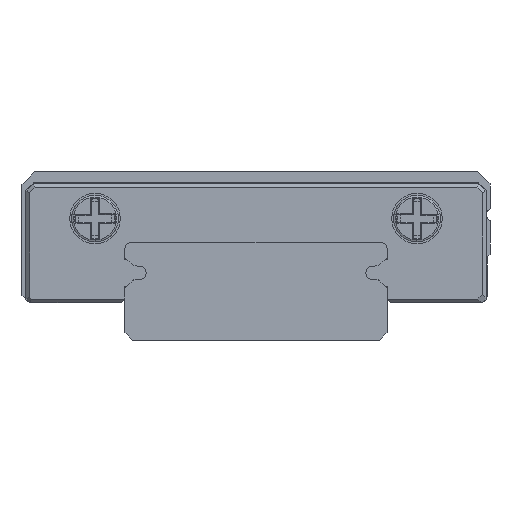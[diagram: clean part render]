
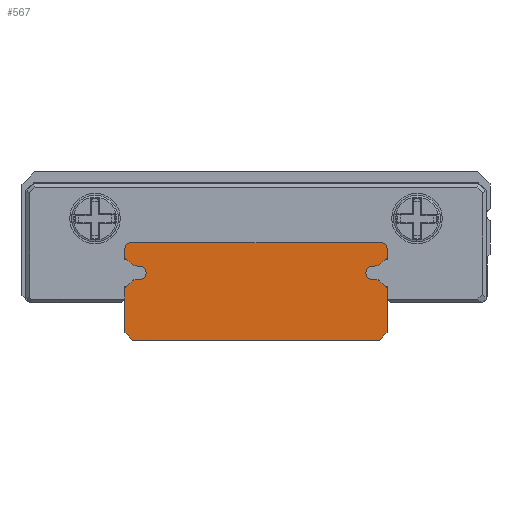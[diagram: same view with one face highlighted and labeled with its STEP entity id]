
A CAD part, front view. The second image highlights one B-rep face of the part: STEP entity #567.
In plain terms, the highlighted planar face has unit normal (0, -1, 0).
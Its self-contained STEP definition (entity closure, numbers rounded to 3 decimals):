
#390=PLANE('',#5110);
#567=ADVANCED_FACE('',(#980),#390,.T.);
#980=FACE_OUTER_BOUND('',#1227,.T.);
#1227=EDGE_LOOP('',(#2525,#2526,#2527,#2528,#2529,#2530,#2531,#2532,#2533,
#2534,#2535,#2536,#2537,#2538,#2539,#2540,#2541,#2542,#2543,#2544,#2545,
#2546,#2547,#2548,#2549,#2550,#2551,#2552));
#1579=LINE('',#7016,#1995);
#1583=LINE('',#7028,#1999);
#1589=LINE('',#7052,#2005);
#1593=LINE('',#7072,#2009);
#1596=LINE('',#7087,#2012);
#1602=LINE('',#7111,#2018);
#1606=LINE('',#7123,#2022);
#1611=LINE('',#7150,#2027);
#1614=LINE('',#7156,#2030);
#1617=LINE('',#7170,#2033);
#1620=LINE('',#7176,#2036);
#1622=LINE('',#7179,#2038);
#1995=VECTOR('',#5578,1.);
#1999=VECTOR('',#5590,1.);
#2005=VECTOR('',#5616,1.);
#2009=VECTOR('',#5636,1.);
#2012=VECTOR('',#5647,1.);
#2018=VECTOR('',#5673,1.);
#2022=VECTOR('',#5685,1.);
#2027=VECTOR('',#5710,1.);
#2030=VECTOR('',#5715,1.);
#2033=VECTOR('',#5728,1.);
#2036=VECTOR('',#5733,1.);
#2038=VECTOR('',#5737,1.);
#2525=ORIENTED_EDGE('',*,*,#4189,.T.);
#2526=ORIENTED_EDGE('',*,*,#4193,.T.);
#2527=ORIENTED_EDGE('',*,*,#4196,.T.);
#2528=ORIENTED_EDGE('',*,*,#4199,.T.);
#2529=ORIENTED_EDGE('',*,*,#4202,.T.);
#2530=ORIENTED_EDGE('',*,*,#4205,.T.);
#2531=ORIENTED_EDGE('',*,*,#4208,.T.);
#2532=ORIENTED_EDGE('',*,*,#4211,.T.);
#2533=ORIENTED_EDGE('',*,*,#4214,.T.);
#2534=ORIENTED_EDGE('',*,*,#4217,.T.);
#2535=ORIENTED_EDGE('',*,*,#4220,.T.);
#2536=ORIENTED_EDGE('',*,*,#4227,.T.);
#2537=ORIENTED_EDGE('',*,*,#4230,.T.);
#2538=ORIENTED_EDGE('',*,*,#4233,.T.);
#2539=ORIENTED_EDGE('',*,*,#4236,.T.);
#2540=ORIENTED_EDGE('',*,*,#4239,.T.);
#2541=ORIENTED_EDGE('',*,*,#4242,.T.);
#2542=ORIENTED_EDGE('',*,*,#4245,.T.);
#2543=ORIENTED_EDGE('',*,*,#4248,.T.);
#2544=ORIENTED_EDGE('',*,*,#4251,.T.);
#2545=ORIENTED_EDGE('',*,*,#4254,.T.);
#2546=ORIENTED_EDGE('',*,*,#4257,.T.);
#2547=ORIENTED_EDGE('',*,*,#4260,.T.);
#2548=ORIENTED_EDGE('',*,*,#4263,.T.);
#2549=ORIENTED_EDGE('',*,*,#4266,.T.);
#2550=ORIENTED_EDGE('',*,*,#4273,.T.);
#2551=ORIENTED_EDGE('',*,*,#4276,.T.);
#2552=ORIENTED_EDGE('',*,*,#4278,.T.);
#3735=VERTEX_POINT('',#6995);
#3736=VERTEX_POINT('',#6997);
#3738=VERTEX_POINT('',#7003);
#3740=VERTEX_POINT('',#7009);
#3742=VERTEX_POINT('',#7015);
#3744=VERTEX_POINT('',#7021);
#3746=VERTEX_POINT('',#7027);
#3748=VERTEX_POINT('',#7033);
#3750=VERTEX_POINT('',#7039);
#3752=VERTEX_POINT('',#7045);
#3754=VERTEX_POINT('',#7051);
#3756=VERTEX_POINT('',#7057);
#3762=VERTEX_POINT('',#7071);
#3764=VERTEX_POINT('',#7077);
#3766=VERTEX_POINT('',#7086);
#3768=VERTEX_POINT('',#7092);
#3770=VERTEX_POINT('',#7098);
#3772=VERTEX_POINT('',#7104);
#3774=VERTEX_POINT('',#7110);
#3776=VERTEX_POINT('',#7116);
#3778=VERTEX_POINT('',#7122);
#3780=VERTEX_POINT('',#7128);
#3782=VERTEX_POINT('',#7134);
#3784=VERTEX_POINT('',#7143);
#3786=VERTEX_POINT('',#7149);
#3788=VERTEX_POINT('',#7155);
#3794=VERTEX_POINT('',#7169);
#3796=VERTEX_POINT('',#7175);
#4189=EDGE_CURVE('',#3736,#3735,#4852,.T.);
#4193=EDGE_CURVE('',#3735,#3738,#4854,.T.);
#4196=EDGE_CURVE('',#3738,#3740,#4856,.T.);
#4199=EDGE_CURVE('',#3740,#3742,#1579,.T.);
#4202=EDGE_CURVE('',#3742,#3744,#4858,.T.);
#4205=EDGE_CURVE('',#3744,#3746,#1583,.T.);
#4208=EDGE_CURVE('',#3746,#3748,#4860,.T.);
#4211=EDGE_CURVE('',#3748,#3750,#4862,.T.);
#4214=EDGE_CURVE('',#3750,#3752,#4864,.T.);
#4217=EDGE_CURVE('',#3752,#3754,#1589,.T.);
#4220=EDGE_CURVE('',#3754,#3756,#4866,.T.);
#4227=EDGE_CURVE('',#3756,#3762,#1593,.T.);
#4230=EDGE_CURVE('',#3762,#3764,#4872,.T.);
#4233=EDGE_CURVE('',#3764,#3766,#1596,.T.);
#4236=EDGE_CURVE('',#3766,#3768,#4874,.T.);
#4239=EDGE_CURVE('',#3768,#3770,#4876,.T.);
#4242=EDGE_CURVE('',#3770,#3772,#4878,.T.);
#4245=EDGE_CURVE('',#3772,#3774,#1602,.T.);
#4248=EDGE_CURVE('',#3774,#3776,#4880,.T.);
#4251=EDGE_CURVE('',#3776,#3778,#1606,.T.);
#4254=EDGE_CURVE('',#3778,#3780,#4882,.T.);
#4257=EDGE_CURVE('',#3780,#3782,#4884,.T.);
#4260=EDGE_CURVE('',#3782,#3784,#4886,.T.);
#4263=EDGE_CURVE('',#3784,#3786,#1611,.T.);
#4266=EDGE_CURVE('',#3786,#3788,#1614,.T.);
#4273=EDGE_CURVE('',#3788,#3794,#1617,.T.);
#4276=EDGE_CURVE('',#3794,#3796,#1620,.T.);
#4278=EDGE_CURVE('',#3796,#3736,#1622,.T.);
#4852=CIRCLE('',#5043,0.1);
#4854=CIRCLE('',#5046,0.863);
#4856=CIRCLE('',#5049,0.1);
#4858=CIRCLE('',#5053,0.354);
#4860=CIRCLE('',#5057,0.1);
#4862=CIRCLE('',#5060,0.863);
#4864=CIRCLE('',#5063,0.1);
#4866=CIRCLE('',#5067,0.3);
#4872=CIRCLE('',#5075,0.3);
#4874=CIRCLE('',#5079,0.1);
#4876=CIRCLE('',#5082,0.863);
#4878=CIRCLE('',#5085,0.1);
#4880=CIRCLE('',#5089,0.354);
#4882=CIRCLE('',#5093,0.1);
#4884=CIRCLE('',#5096,0.863);
#4886=CIRCLE('',#5099,0.1);
#5043=AXIS2_PLACEMENT_3D('',#6996,#5557,#5558);
#5046=AXIS2_PLACEMENT_3D('',#7004,#5565,#5566);
#5049=AXIS2_PLACEMENT_3D('',#7010,#5572,#5573);
#5053=AXIS2_PLACEMENT_3D('',#7022,#5584,#5585);
#5057=AXIS2_PLACEMENT_3D('',#7034,#5596,#5597);
#5060=AXIS2_PLACEMENT_3D('',#7040,#5603,#5604);
#5063=AXIS2_PLACEMENT_3D('',#7046,#5610,#5611);
#5067=AXIS2_PLACEMENT_3D('',#7058,#5622,#5623);
#5075=AXIS2_PLACEMENT_3D('',#7078,#5642,#5643);
#5079=AXIS2_PLACEMENT_3D('',#7093,#5653,#5654);
#5082=AXIS2_PLACEMENT_3D('',#7099,#5660,#5661);
#5085=AXIS2_PLACEMENT_3D('',#7105,#5667,#5668);
#5089=AXIS2_PLACEMENT_3D('',#7117,#5679,#5680);
#5093=AXIS2_PLACEMENT_3D('',#7129,#5691,#5692);
#5096=AXIS2_PLACEMENT_3D('',#7135,#5698,#5699);
#5099=AXIS2_PLACEMENT_3D('',#7144,#5704,#5705);
#5110=AXIS2_PLACEMENT_3D('',#7181,#5740,#5741);
#5557=DIRECTION('',(0.,-1.,0.));
#5558=DIRECTION('',(1.,0.,0.));
#5565=DIRECTION('',(0.,1.,0.));
#5566=DIRECTION('',(1.,0.,0.));
#5572=DIRECTION('',(0.,-1.,0.));
#5573=DIRECTION('',(1.,0.,0.));
#5578=DIRECTION('',(-0.996,0.,0.087));
#5584=DIRECTION('',(0.,1.,0.));
#5585=DIRECTION('',(1.,0.,0.));
#5590=DIRECTION('',(0.996,0.,0.087));
#5596=DIRECTION('',(0.,-1.,0.));
#5597=DIRECTION('',(1.,0.,0.));
#5603=DIRECTION('',(0.,1.,0.));
#5604=DIRECTION('',(1.,0.,0.));
#5610=DIRECTION('',(0.,-1.,0.));
#5611=DIRECTION('',(1.,0.,0.));
#5616=DIRECTION('',(0.,0.,1.));
#5622=DIRECTION('',(0.,-1.,0.));
#5623=DIRECTION('',(1.,0.,0.));
#5636=DIRECTION('',(-1.,0.,0.));
#5642=DIRECTION('',(0.,-1.,0.));
#5643=DIRECTION('',(1.,0.,0.));
#5647=DIRECTION('',(0.,0.,-1.));
#5653=DIRECTION('',(0.,-1.,0.));
#5654=DIRECTION('',(1.,0.,0.));
#5660=DIRECTION('',(0.,1.,0.));
#5661=DIRECTION('',(1.,0.,0.));
#5667=DIRECTION('',(0.,-1.,0.));
#5668=DIRECTION('',(1.,0.,0.));
#5673=DIRECTION('',(0.996,0.,-0.087));
#5679=DIRECTION('',(0.,1.,0.));
#5680=DIRECTION('',(1.,0.,0.));
#5685=DIRECTION('',(-0.996,0.,-0.087));
#5691=DIRECTION('',(0.,-1.,0.));
#5692=DIRECTION('',(1.,0.,0.));
#5698=DIRECTION('',(0.,1.,0.));
#5699=DIRECTION('',(1.,0.,0.));
#5704=DIRECTION('',(0.,-1.,0.));
#5705=DIRECTION('',(1.,0.,0.));
#5710=DIRECTION('',(0.,0.,-1.));
#5715=DIRECTION('',(0.707,0.,-0.707));
#5728=DIRECTION('',(1.,0.,0.));
#5733=DIRECTION('',(0.707,0.,0.707));
#5737=DIRECTION('',(0.,0.,1.));
#5740=DIRECTION('',(0.,-1.,0.));
#5741=DIRECTION('',(0.,0.,1.));
#6995=CARTESIAN_POINT('',(6.941,-36.1,-5.808));
#6996=CARTESIAN_POINT('',(6.9,-36.1,-5.9));
#6997=CARTESIAN_POINT('',(7.,-36.1,-5.9));
#7003=CARTESIAN_POINT('',(6.59,-36.1,-5.522));
#7004=CARTESIAN_POINT('',(7.293,-36.1,-5.02));
#7009=CARTESIAN_POINT('',(6.518,-36.1,-5.48));
#7010=CARTESIAN_POINT('',(6.509,-36.1,-5.58));
#7015=CARTESIAN_POINT('',(6.17,-36.1,-5.45));
#7016=CARTESIAN_POINT('',(6.518,-36.1,-5.48));
#7021=CARTESIAN_POINT('',(6.17,-36.1,-4.75));
#7022=CARTESIAN_POINT('',(6.224,-36.1,-5.1));
#7027=CARTESIAN_POINT('',(6.518,-36.1,-4.72));
#7028=CARTESIAN_POINT('',(6.17,-36.1,-4.75));
#7033=CARTESIAN_POINT('',(6.59,-36.1,-4.678));
#7034=CARTESIAN_POINT('',(6.509,-36.1,-4.62));
#7039=CARTESIAN_POINT('',(6.941,-36.1,-4.392));
#7040=CARTESIAN_POINT('',(7.293,-36.1,-5.18));
#7045=CARTESIAN_POINT('',(7.,-36.1,-4.3));
#7046=CARTESIAN_POINT('',(6.9,-36.1,-4.3));
#7051=CARTESIAN_POINT('',(7.,-36.1,-3.8));
#7052=CARTESIAN_POINT('',(7.,-36.1,-4.3));
#7057=CARTESIAN_POINT('',(6.7,-36.1,-3.5));
#7058=CARTESIAN_POINT('',(6.7,-36.1,-3.8));
#7071=CARTESIAN_POINT('',(-6.7,-36.1,-3.5));
#7072=CARTESIAN_POINT('',(6.7,-36.1,-3.5));
#7077=CARTESIAN_POINT('',(-7.,-36.1,-3.8));
#7078=CARTESIAN_POINT('',(-6.7,-36.1,-3.8));
#7086=CARTESIAN_POINT('',(-7.,-36.1,-4.302));
#7087=CARTESIAN_POINT('',(-7.,-36.1,-3.8));
#7092=CARTESIAN_POINT('',(-6.941,-36.1,-4.392));
#7093=CARTESIAN_POINT('',(-6.9,-36.1,-4.3));
#7098=CARTESIAN_POINT('',(-6.59,-36.1,-4.678));
#7099=CARTESIAN_POINT('',(-7.293,-36.1,-5.18));
#7104=CARTESIAN_POINT('',(-6.518,-36.1,-4.72));
#7105=CARTESIAN_POINT('',(-6.509,-36.1,-4.62));
#7110=CARTESIAN_POINT('',(-6.17,-36.1,-4.75));
#7111=CARTESIAN_POINT('',(-6.518,-36.1,-4.72));
#7116=CARTESIAN_POINT('',(-6.17,-36.1,-5.45));
#7117=CARTESIAN_POINT('',(-6.224,-36.1,-5.1));
#7122=CARTESIAN_POINT('',(-6.518,-36.1,-5.48));
#7123=CARTESIAN_POINT('',(-6.17,-36.1,-5.45));
#7128=CARTESIAN_POINT('',(-6.59,-36.1,-5.522));
#7129=CARTESIAN_POINT('',(-6.509,-36.1,-5.58));
#7134=CARTESIAN_POINT('',(-6.941,-36.1,-5.808));
#7135=CARTESIAN_POINT('',(-7.293,-36.1,-5.02));
#7143=CARTESIAN_POINT('',(-7.,-36.1,-5.898));
#7144=CARTESIAN_POINT('',(-6.9,-36.1,-5.9));
#7149=CARTESIAN_POINT('',(-7.,-36.1,-8.3));
#7150=CARTESIAN_POINT('',(-7.,-36.1,-5.897));
#7155=CARTESIAN_POINT('',(-6.6,-36.1,-8.7));
#7156=CARTESIAN_POINT('',(-7.,-36.1,-8.3));
#7169=CARTESIAN_POINT('',(6.6,-36.1,-8.7));
#7170=CARTESIAN_POINT('',(-6.6,-36.1,-8.7));
#7175=CARTESIAN_POINT('',(7.,-36.1,-8.3));
#7176=CARTESIAN_POINT('',(6.6,-36.1,-8.7));
#7179=CARTESIAN_POINT('',(7.,-36.1,-8.3));
#7181=CARTESIAN_POINT('',(6.9,-36.1,-5.9));
